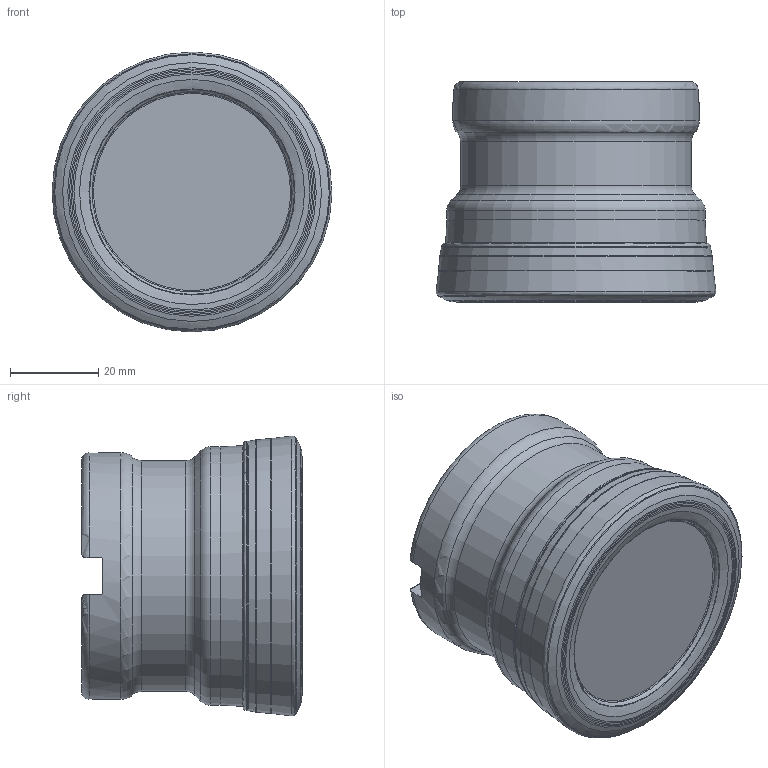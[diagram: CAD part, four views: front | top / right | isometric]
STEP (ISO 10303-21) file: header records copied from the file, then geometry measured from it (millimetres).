
FILE_DESCRIPTION(/* description */ (''),/* implementation_level */ '2;1');
FILE_NAME(/* name */ 'FHF-ENMX09-D250Z6S075I.stp',/* time_stamp */ '2021-10-07T10:16:50+09:00',/* author */ (''),/* organization */ (''),/* preprocessor_version */ 'ST-DEVELOPER v16',/* originating_system */ 'SIEMENS PLM Software NX 10.0',/* authorisation */ '');
FILE_SCHEMA (('AP203_CONFIGURATION_CONTROLLED_3D_DESIGN_OF_MECHANICAL_PARTS_AND_ASSEMBLIES_MIM_LF { 1 0 10303 403 2 1 2}'));
Length unit declared in the file: millimetre
Products named in the file (1): 120185C07CB1h83o
Bounding box: 63.5 x 50.02 x 63.5 mm (x, y, z)
Volume: 116420.3 mm3; surface area: 16837.2 mm2
Topology: 1 solids, 1 shells, 71 faces, 187 edges, 121 vertices
Faces by surface type: revolution 25, plane 17, cylinder 11, torus 10, cone 7, bspline 1
Full cylindrical faces by diameter (mm): 10.5 x1, 16 x1, 19.05 x1, 20.05 x1, 52.4 x1, 56 x1, 58.637 x1
Entity records: 2333 total; most frequent: CARTESIAN_POINT 867, DIRECTION 265, ORIENTED_EDGE 226, EDGE_LOOP 118, EDGE_CURVE 113, AXIS2_PLACEMENT_3D 106, FACE_BOUND 94, VERTEX_POINT 91
